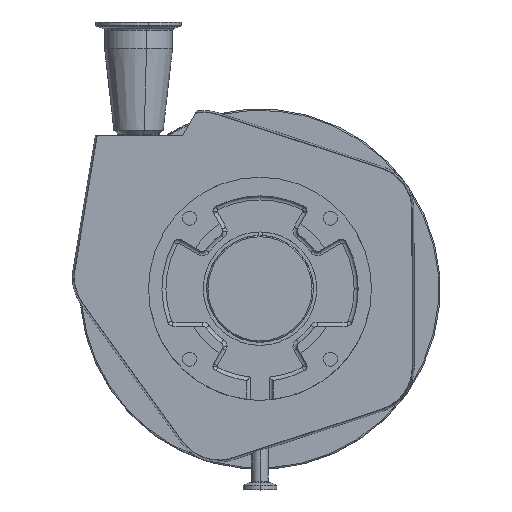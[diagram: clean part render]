
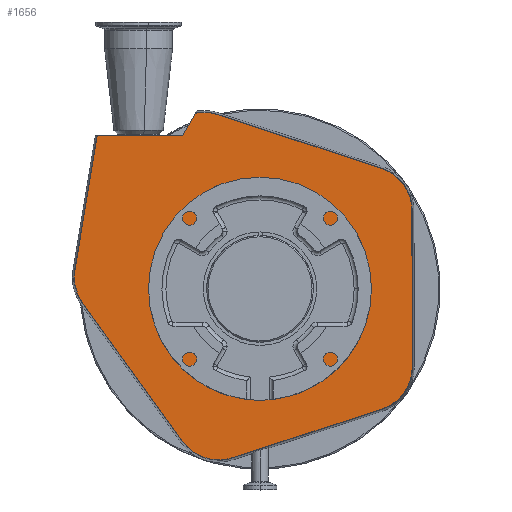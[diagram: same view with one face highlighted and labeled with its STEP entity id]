
A CAD part, top view. The second image highlights one B-rep face of the part: STEP entity #1656.
In plain terms, the highlighted planar face has unit normal (0, 0, 1).
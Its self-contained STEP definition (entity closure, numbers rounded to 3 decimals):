
#49 = EDGE_CURVE ( 'NONE', #11507, #3522, #4339, .T. ) ;
#129 = DIRECTION ( 'NONE',  ( 0., -1., 0. ) ) ;
#276 = AXIS2_PLACEMENT_3D ( 'NONE', #8089, #8231, #6918 ) ;
#337 = VERTEX_POINT ( 'NONE', #8502 ) ;
#698 = AXIS2_PLACEMENT_3D ( 'NONE', #7655, #1877, #4037 ) ;
#808 = CARTESIAN_POINT ( 'NONE',  ( -57.994, -114.136, -141.5 ) ) ;
#870 = ORIENTED_EDGE ( 'NONE', *, *, #4023, .F. ) ;
#871 = EDGE_CURVE ( 'NONE', #1605, #7296, #1856, .T. ) ;
#874 = CARTESIAN_POINT ( 'NONE',  ( -36.962, -143.255, -141.5 ) ) ;
#933 = EDGE_CURVE ( 'NONE', #2825, #2794, #13654, .T. ) ;
#959 = DIRECTION ( 'NONE',  ( 0., -1., 0. ) ) ;
#985 = CIRCLE ( 'NONE', #12961, 55. ) ;
#1098 = CARTESIAN_POINT ( 'NONE',  ( -48.352, 131.711, -141.5 ) ) ;
#1179 = CARTESIAN_POINT ( 'NONE',  ( 80.599, -58.344, -141.5 ) ) ;
#1314 = ORIENTED_EDGE ( 'NONE', *, *, #10957, .F. ) ;
#1446 = VECTOR ( 'NONE', #14498, 1000. ) ;
#1479 = ORIENTED_EDGE ( 'NONE', *, *, #5486, .F. ) ;
#1605 = VERTEX_POINT ( 'NONE', #10128 ) ;
#1656 = ADVANCED_FACE ( 'NONE', ( #7705, #12174 ), #7861, .T. ) ;
#1856 = CIRCLE ( 'NONE', #9639, 33.406 ) ;
#1877 = DIRECTION ( 'NONE',  ( 0., 0., -1. ) ) ;
#1963 = DIRECTION ( 'NONE',  ( 0., 0., -1. ) ) ;
#2005 = LINE ( 'NONE', #8814, #13090 ) ;
#2066 = DIRECTION ( 'NONE',  ( -0.586, 0.811, 0. ) ) ;
#2734 = DIRECTION ( 'NONE',  ( -0.951, -0.309, 0. ) ) ;
#2794 = VERTEX_POINT ( 'NONE', #4985 ) ;
#2796 = CARTESIAN_POINT ( 'NONE',  ( -17.519, 185.115, -141.5 ) ) ;
#2825 = VERTEX_POINT ( 'NONE', #8798 ) ;
#3032 = CARTESIAN_POINT ( 'NONE',  ( 0., -55., -141.5 ) ) ;
#3240 = DIRECTION ( 'NONE',  ( 0.95, -0.312, 0. ) ) ;
#3266 = LINE ( 'NONE', #10996, #10877 ) ;
#3308 = ORIENTED_EDGE ( 'NONE', *, *, #12512, .F. ) ;
#3339 = AXIS2_PLACEMENT_3D ( 'NONE', #11386, #10271, #11312 ) ;
#3522 = VERTEX_POINT ( 'NONE', #3951 ) ;
#3592 = CARTESIAN_POINT ( 'NONE',  ( -121.194, 115., -141.5 ) ) ;
#3784 = VERTEX_POINT ( 'NONE', #3032 ) ;
#3946 = DIRECTION ( 'NONE',  ( 0., 0., -1. ) ) ;
#3951 = CARTESIAN_POINT ( 'NONE',  ( -122.265, 112.692, -141.5 ) ) ;
#3958 = EDGE_CURVE ( 'NONE', #5005, #6781, #5238, .T. ) ;
#4018 = DIRECTION ( 'NONE',  ( 0., -1., 0. ) ) ;
#4023 = EDGE_CURVE ( 'NONE', #4848, #2825, #3266, .T. ) ;
#4037 = DIRECTION ( 'NONE',  ( 0., -1., 0. ) ) ;
#4211 = VECTOR ( 'NONE', #2066, 1000. ) ;
#4336 = VERTEX_POINT ( 'NONE', #3592 ) ;
#4337 = VECTOR ( 'NONE', #2734, 1000. ) ;
#4339 = LINE ( 'NONE', #6611, #1446 ) ;
#4380 = DIRECTION ( 'NONE',  ( 0., -1., 0. ) ) ;
#4398 = CARTESIAN_POINT ( 'NONE',  ( 0., 175., -141.5 ) ) ;
#4729 = DIRECTION ( 'NONE',  ( 0., 0., -1. ) ) ;
#4752 = CIRCLE ( 'NONE', #7099, 4.77 ) ;
#4805 = CARTESIAN_POINT ( 'NONE',  ( -105.628, 8.87, -141.5 ) ) ;
#4848 = VERTEX_POINT ( 'NONE', #10398 ) ;
#4940 = ORIENTED_EDGE ( 'NONE', *, *, #9750, .F. ) ;
#4985 = CARTESIAN_POINT ( 'NONE',  ( 90.922, -90.115, -141.5 ) ) ;
#5005 = VERTEX_POINT ( 'NONE', #1098 ) ;
#5112 = VECTOR ( 'NONE', #7313, 1000. ) ;
#5165 = ORIENTED_EDGE ( 'NONE', *, *, #14561, .T. ) ;
#5231 = VECTOR ( 'NONE', #3240, 1000. ) ;
#5238 = CIRCLE ( 'NONE', #5939, 33.406 ) ;
#5398 = LINE ( 'NONE', #2796, #5112 ) ;
#5411 = DIRECTION ( 'NONE',  ( 0.002, -1., 0. ) ) ;
#5486 = EDGE_CURVE ( 'NONE', #11677, #13778, #9805, .T. ) ;
#5588 = AXIS2_PLACEMENT_3D ( 'NONE', #5794, #1963, #11391 ) ;
#5794 = CARTESIAN_POINT ( 'NONE',  ( -30.912, -94.576, -141.5 ) ) ;
#5939 = AXIS2_PLACEMENT_3D ( 'NONE', #9972, #14392, #959 ) ;
#5995 = LINE ( 'NONE', #10483, #4337 ) ;
#6103 = EDGE_CURVE ( 'NONE', #5005, #337, #5398, .T. ) ;
#6235 = CARTESIAN_POINT ( 'NONE',  ( -117.56, 111.911, -141.5 ) ) ;
#6611 = CARTESIAN_POINT ( 'NONE',  ( -144.448, -21.005, -141.5 ) ) ;
#6710 = LINE ( 'NONE', #8923, #5231 ) ;
#6781 = VERTEX_POINT ( 'NONE', #9184 ) ;
#6918 = DIRECTION ( 'NONE',  ( 0., -1., 0. ) ) ;
#6994 = EDGE_LOOP ( 'NONE', ( #11035, #7151 ) ) ;
#7099 = AXIS2_PLACEMENT_3D ( 'NONE', #6235, #3946, #4018 ) ;
#7151 = ORIENTED_EDGE ( 'NONE', *, *, #11487, .F. ) ;
#7231 = CARTESIAN_POINT ( 'NONE',  ( -20.589, -126.348, -141.5 ) ) ;
#7296 = VERTEX_POINT ( 'NONE', #9371 ) ;
#7313 = DIRECTION ( 'NONE',  ( -0.5, -0.866, 0. ) ) ;
#7364 = EDGE_CURVE ( 'NONE', #13778, #1605, #10988, .T. ) ;
#7464 = CARTESIAN_POINT ( 'NONE',  ( 0., 0., -141.5 ) ) ;
#7556 = CARTESIAN_POINT ( 'NONE',  ( 90.819, 90.363, -141.5 ) ) ;
#7655 = CARTESIAN_POINT ( 'NONE',  ( 80.395, 58.625, -141.5 ) ) ;
#7705 = FACE_BOUND ( 'NONE', #6994, .T. ) ;
#7861 = PLANE ( 'NONE',  #12578 ) ;
#8010 = ORIENTED_EDGE ( 'NONE', *, *, #49, .F. ) ;
#8089 = CARTESIAN_POINT ( 'NONE',  ( 0., 0., -141.5 ) ) ;
#8090 = ORIENTED_EDGE ( 'NONE', *, *, #10341, .F. ) ;
#8231 = DIRECTION ( 'NONE',  ( 0., 0., 1. ) ) ;
#8490 = CIRCLE ( 'NONE', #698, 33.406 ) ;
#8502 = CARTESIAN_POINT ( 'NONE',  ( -58., 115., -141.5 ) ) ;
#8798 = CARTESIAN_POINT ( 'NONE',  ( 114.005, -58.286, -141.5 ) ) ;
#8814 = CARTESIAN_POINT ( 'NONE',  ( 0., 115., -141.5 ) ) ;
#8855 = ORIENTED_EDGE ( 'NONE', *, *, #871, .F. ) ;
#8885 = DIRECTION ( 'NONE',  ( 0., 0., 1. ) ) ;
#8923 = CARTESIAN_POINT ( 'NONE',  ( 125.679, 78.915, -141.5 ) ) ;
#9107 = EDGE_CURVE ( 'NONE', #11155, #4848, #8490, .T. ) ;
#9184 = CARTESIAN_POINT ( 'NONE',  ( -31.752, 130.619, -141.5 ) ) ;
#9283 = DIRECTION ( 'NONE',  ( 0., -1., 0. ) ) ;
#9348 = VERTEX_POINT ( 'NONE', #13397 ) ;
#9371 = CARTESIAN_POINT ( 'NONE',  ( -139.035, 8.87, -141.5 ) ) ;
#9639 = AXIS2_PLACEMENT_3D ( 'NONE', #4805, #4729, #129 ) ;
#9750 = EDGE_CURVE ( 'NONE', #7296, #11507, #13915, .T. ) ;
#9805 = CIRCLE ( 'NONE', #5588, 33.406 ) ;
#9957 = CIRCLE ( 'NONE', #276, 55. ) ;
#9972 = CARTESIAN_POINT ( 'NONE',  ( -42.176, 98.881, -141.5 ) ) ;
#10128 = CARTESIAN_POINT ( 'NONE',  ( -132.709, -10.69, -141.5 ) ) ;
#10271 = DIRECTION ( 'NONE',  ( 0., 0., -1. ) ) ;
#10341 = EDGE_CURVE ( 'NONE', #6781, #11155, #6710, .T. ) ;
#10398 = CARTESIAN_POINT ( 'NONE',  ( 113.801, 58.683, -141.5 ) ) ;
#10455 = ORIENTED_EDGE ( 'NONE', *, *, #7364, .F. ) ;
#10483 = CARTESIAN_POINT ( 'NONE',  ( 90.922, -90.115, -141.5 ) ) ;
#10589 = AXIS2_PLACEMENT_3D ( 'NONE', #1179, #13712, #9283 ) ;
#10858 = ORIENTED_EDGE ( 'NONE', *, *, #3958, .F. ) ;
#10877 = VECTOR ( 'NONE', #5411, 1000. ) ;
#10957 = EDGE_CURVE ( 'NONE', #3522, #4336, #4752, .T. ) ;
#10988 = LINE ( 'NONE', #874, #4211 ) ;
#10996 = CARTESIAN_POINT ( 'NONE',  ( 114.005, -58.286, -141.5 ) ) ;
#11035 = ORIENTED_EDGE ( 'NONE', *, *, #12040, .F. ) ;
#11068 = DIRECTION ( 'NONE',  ( 0., 0., 1. ) ) ;
#11155 = VERTEX_POINT ( 'NONE', #7556 ) ;
#11312 = DIRECTION ( 'NONE',  ( 0., -1., 0. ) ) ;
#11386 = CARTESIAN_POINT ( 'NONE',  ( -105.628, 8.87, -141.5 ) ) ;
#11391 = DIRECTION ( 'NONE',  ( 0., -1., 0. ) ) ;
#11487 = EDGE_CURVE ( 'NONE', #9348, #3784, #985, .T. ) ;
#11507 = VERTEX_POINT ( 'NONE', #11935 ) ;
#11677 = VERTEX_POINT ( 'NONE', #7231 ) ;
#11935 = CARTESIAN_POINT ( 'NONE',  ( -138.584, 14.338, -141.5 ) ) ;
#12040 = EDGE_CURVE ( 'NONE', #3784, #9348, #9957, .T. ) ;
#12174 = FACE_OUTER_BOUND ( 'NONE', #14011, .T. ) ;
#12512 = EDGE_CURVE ( 'NONE', #2794, #11677, #5995, .T. ) ;
#12578 = AXIS2_PLACEMENT_3D ( 'NONE', #4398, #8885, #13373 ) ;
#12961 = AXIS2_PLACEMENT_3D ( 'NONE', #7464, #11068, #4380 ) ;
#13090 = VECTOR ( 'NONE', #14483, 1000. ) ;
#13373 = DIRECTION ( 'NONE',  ( 0., -1., 0. ) ) ;
#13397 = CARTESIAN_POINT ( 'NONE',  ( 0., 55., -141.5 ) ) ;
#13471 = ORIENTED_EDGE ( 'NONE', *, *, #6103, .T. ) ;
#13654 = CIRCLE ( 'NONE', #10589, 33.406 ) ;
#13712 = DIRECTION ( 'NONE',  ( 0., 0., -1. ) ) ;
#13765 = ORIENTED_EDGE ( 'NONE', *, *, #9107, .F. ) ;
#13778 = VERTEX_POINT ( 'NONE', #808 ) ;
#13915 = CIRCLE ( 'NONE', #3339, 33.406 ) ;
#14011 = EDGE_LOOP ( 'NONE', ( #10858, #13471, #5165, #1314, #8010, #4940, #8855, #10455, #1479, #3308, #14172, #870, #13765, #8090 ) ) ;
#14172 = ORIENTED_EDGE ( 'NONE', *, *, #933, .F. ) ;
#14392 = DIRECTION ( 'NONE',  ( 0., 0., -1. ) ) ;
#14483 = DIRECTION ( 'NONE',  ( -1., 0., 0. ) ) ;
#14498 = DIRECTION ( 'NONE',  ( 0.164, 0.987, 0. ) ) ;
#14561 = EDGE_CURVE ( 'NONE', #337, #4336, #2005, .T. ) ;
